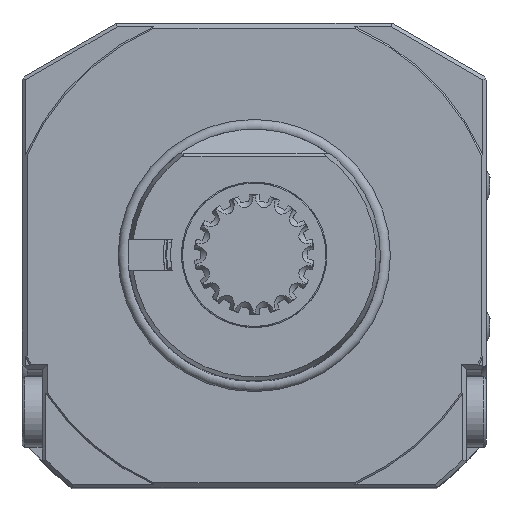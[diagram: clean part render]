
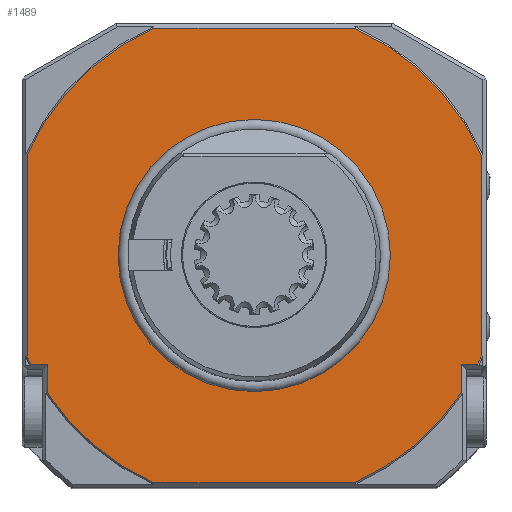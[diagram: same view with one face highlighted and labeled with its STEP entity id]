
A CAD part, top view. The second image highlights one B-rep face of the part: STEP entity #1489.
In plain terms, the highlighted planar face has unit normal (0, 0, 1).
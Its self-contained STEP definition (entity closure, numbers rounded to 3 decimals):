
#356=LINE('',#9415,#753);
#358=LINE('',#9430,#755);
#360=LINE('',#9445,#757);
#362=LINE('',#9460,#759);
#364=LINE('',#9464,#761);
#366=LINE('',#9479,#763);
#367=LINE('',#9493,#764);
#369=LINE('',#9497,#766);
#753=VECTOR('',#7300,1.);
#755=VECTOR('',#7308,1.);
#757=VECTOR('',#7316,1.);
#759=VECTOR('',#7324,1.);
#761=VECTOR('',#7328,1.);
#763=VECTOR('',#7336,1.);
#764=VECTOR('',#7343,1.);
#766=VECTOR('',#7347,1.);
#1193=FACE_BOUND('',#2340,.T.);
#1194=FACE_BOUND('',#2341,.T.);
#1489=ADVANCED_FACE('',(#1193,#1194),#1792,.T.);
#1792=PLANE('',#6343);
#2340=EDGE_LOOP('',(#3006,#3007,#3008,#3009,#3010,#3011,#3012,#3013,#3014,
#3015,#3016,#3017,#3018,#3019));
#2341=EDGE_LOOP('',(#3020));
#3006=ORIENTED_EDGE('',*,*,#5285,.T.);
#3007=ORIENTED_EDGE('',*,*,#5283,.T.);
#3008=ORIENTED_EDGE('',*,*,#5281,.F.);
#3009=ORIENTED_EDGE('',*,*,#5279,.T.);
#3010=ORIENTED_EDGE('',*,*,#5276,.F.);
#3011=ORIENTED_EDGE('',*,*,#5274,.T.);
#3012=ORIENTED_EDGE('',*,*,#5272,.F.);
#3013=ORIENTED_EDGE('',*,*,#5270,.F.);
#3014=ORIENTED_EDGE('',*,*,#5267,.T.);
#3015=ORIENTED_EDGE('',*,*,#5264,.F.);
#3016=ORIENTED_EDGE('',*,*,#5262,.T.);
#3017=ORIENTED_EDGE('',*,*,#5259,.F.);
#3018=ORIENTED_EDGE('',*,*,#5257,.T.);
#3019=ORIENTED_EDGE('',*,*,#5253,.F.);
#3020=ORIENTED_EDGE('',*,*,#5117,.T.);
#4504=VERTEX_POINT('',#9071);
#4607=VERTEX_POINT('',#9403);
#4608=VERTEX_POINT('',#9404);
#4609=VERTEX_POINT('',#9416);
#4610=VERTEX_POINT('',#9423);
#4611=VERTEX_POINT('',#9431);
#4612=VERTEX_POINT('',#9438);
#4613=VERTEX_POINT('',#9446);
#4614=VERTEX_POINT('',#9454);
#4615=VERTEX_POINT('',#9461);
#4616=VERTEX_POINT('',#9465);
#4617=VERTEX_POINT('',#9472);
#4618=VERTEX_POINT('',#9480);
#4619=VERTEX_POINT('',#9487);
#4620=VERTEX_POINT('',#9494);
#5117=EDGE_CURVE('',#4504,#4504,#5943,.T.);
#5253=EDGE_CURVE('',#4607,#4608,#5991,.T.);
#5257=EDGE_CURVE('',#4609,#4608,#356,.T.);
#5259=EDGE_CURVE('',#4609,#4610,#5992,.T.);
#5262=EDGE_CURVE('',#4611,#4610,#358,.T.);
#5264=EDGE_CURVE('',#4611,#4612,#5993,.T.);
#5267=EDGE_CURVE('',#4613,#4612,#360,.T.);
#5270=EDGE_CURVE('',#4613,#4614,#5994,.T.);
#5272=EDGE_CURVE('',#4614,#4615,#362,.T.);
#5274=EDGE_CURVE('',#4616,#4615,#364,.T.);
#5276=EDGE_CURVE('',#4616,#4617,#5995,.T.);
#5279=EDGE_CURVE('',#4618,#4617,#366,.T.);
#5281=EDGE_CURVE('',#4618,#4619,#5996,.T.);
#5283=EDGE_CURVE('',#4620,#4619,#367,.T.);
#5285=EDGE_CURVE('',#4607,#4620,#369,.T.);
#5943=CIRCLE('',#6194,26.602);
#5991=CIRCLE('',#6323,49.2);
#5992=CIRCLE('',#6326,49.2);
#5993=CIRCLE('',#6329,49.2);
#5994=CIRCLE('',#6332,49.2);
#5995=CIRCLE('',#6336,49.2);
#5996=CIRCLE('',#6339,49.2);
#6194=AXIS2_PLACEMENT_3D('',#9070,#6973,#6974);
#6323=AXIS2_PLACEMENT_3D('',#9402,#7295,#7296);
#6326=AXIS2_PLACEMENT_3D('',#9422,#7303,#7304);
#6329=AXIS2_PLACEMENT_3D('',#9437,#7311,#7312);
#6332=AXIS2_PLACEMENT_3D('',#9453,#7320,#7321);
#6336=AXIS2_PLACEMENT_3D('',#9471,#7331,#7332);
#6339=AXIS2_PLACEMENT_3D('',#9486,#7339,#7340);
#6343=AXIS2_PLACEMENT_3D('',#9499,#7350,#7351);
#6973=DIRECTION('',(0.,0.,-1.));
#6974=DIRECTION('',(1.,0.,0.));
#7295=DIRECTION('',(0.,0.,-1.));
#7296=DIRECTION('',(0.,1.,0.));
#7300=DIRECTION('',(0.,-1.,0.));
#7303=DIRECTION('',(0.,0.,-1.));
#7304=DIRECTION('',(0.,1.,0.));
#7308=DIRECTION('',(-1.,0.,0.));
#7311=DIRECTION('',(0.,0.,-1.));
#7312=DIRECTION('',(0.,1.,0.));
#7316=DIRECTION('',(0.,1.,0.));
#7320=DIRECTION('',(0.,0.,-1.));
#7321=DIRECTION('',(0.,1.,0.));
#7324=DIRECTION('',(-1.,0.,0.));
#7328=DIRECTION('',(0.,1.,0.));
#7331=DIRECTION('',(0.,0.,-1.));
#7332=DIRECTION('',(0.,1.,0.));
#7336=DIRECTION('',(1.,0.,0.));
#7339=DIRECTION('',(0.,0.,-1.));
#7340=DIRECTION('',(0.,1.,0.));
#7343=DIRECTION('',(0.,-1.,0.));
#7347=DIRECTION('',(1.,0.,0.));
#7350=DIRECTION('',(0.,0.,1.));
#7351=DIRECTION('',(0.,1.,0.));
#9070=CARTESIAN_POINT('',(0.,0.,0.));
#9071=CARTESIAN_POINT('',(26.602,0.,0.));
#9402=CARTESIAN_POINT('',(0.,0.,0.));
#9403=CARTESIAN_POINT('',(-44.254,-21.5,0.));
#9404=CARTESIAN_POINT('',(-45.,-19.891,0.));
#9415=CARTESIAN_POINT('',(-45.,49.2,0.));
#9416=CARTESIAN_POINT('',(-45.,19.891,0.));
#9422=CARTESIAN_POINT('',(0.,0.,0.));
#9423=CARTESIAN_POINT('',(-19.891,45.,0.));
#9430=CARTESIAN_POINT('',(0.,45.,0.));
#9431=CARTESIAN_POINT('',(19.891,45.,0.));
#9437=CARTESIAN_POINT('',(0.,0.,0.));
#9438=CARTESIAN_POINT('',(45.,19.891,0.));
#9445=CARTESIAN_POINT('',(45.,49.2,0.));
#9446=CARTESIAN_POINT('',(45.,-19.891,0.));
#9453=CARTESIAN_POINT('',(0.,0.,0.));
#9454=CARTESIAN_POINT('',(44.254,-21.5,0.));
#9460=CARTESIAN_POINT('',(265.273,-21.5,0.));
#9461=CARTESIAN_POINT('',(41.,-21.5,0.));
#9464=CARTESIAN_POINT('',(41.,-21.5,0.));
#9465=CARTESIAN_POINT('',(41.,-27.196,0.));
#9471=CARTESIAN_POINT('',(0.,0.,0.));
#9472=CARTESIAN_POINT('',(19.891,-45.,0.));
#9479=CARTESIAN_POINT('',(0.,-45.,0.));
#9480=CARTESIAN_POINT('',(-19.891,-45.,0.));
#9486=CARTESIAN_POINT('',(0.,0.,0.));
#9487=CARTESIAN_POINT('',(-41.,-27.196,0.));
#9493=CARTESIAN_POINT('',(-41.,-25.625,0.));
#9494=CARTESIAN_POINT('',(-41.,-21.5,0.));
#9497=CARTESIAN_POINT('',(-265.273,-21.5,0.));
#9499=CARTESIAN_POINT('',(0.,49.2,0.));
